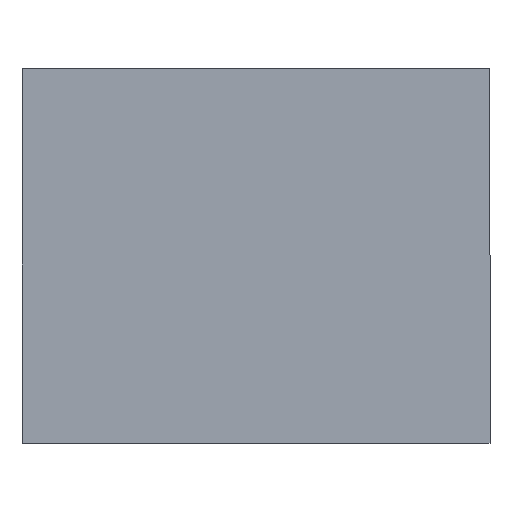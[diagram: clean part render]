
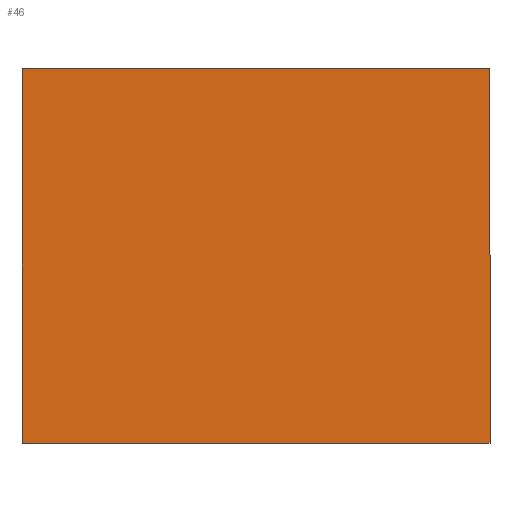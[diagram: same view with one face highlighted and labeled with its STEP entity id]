
A CAD part, top view. The second image highlights one B-rep face of the part: STEP entity #46.
In plain terms, the highlighted planar face has unit normal (0, 0, 1).
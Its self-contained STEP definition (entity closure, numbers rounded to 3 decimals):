
#14 = LINE ( 'NONE', #140, #149 ) ;
#16 = ORIENTED_EDGE ( 'NONE', *, *, #183, .T. ) ;
#21 = CARTESIAN_POINT ( 'NONE',  ( -127., -101.55, 3. ) ) ;
#26 = LINE ( 'NONE', #98, #210 ) ;
#28 = CARTESIAN_POINT ( 'NONE',  ( -127., -101.55, 3. ) ) ;
#31 = DIRECTION ( 'NONE',  ( 1., 0., 0. ) ) ;
#46 = ADVANCED_FACE ( 'NONE', ( #53 ), #204, .T. ) ;
#50 = VECTOR ( 'NONE', #31, 1000. ) ;
#53 = FACE_OUTER_BOUND ( 'NONE', #219, .T. ) ;
#56 = CARTESIAN_POINT ( 'NONE',  ( -127., 101.55, 3. ) ) ;
#62 = DIRECTION ( 'NONE',  ( -1., 0., 0. ) ) ;
#80 = DIRECTION ( 'NONE',  ( 0., 0., 1. ) ) ;
#84 = ORIENTED_EDGE ( 'NONE', *, *, #101, .T. ) ;
#93 = LINE ( 'NONE', #131, #165 ) ;
#98 = CARTESIAN_POINT ( 'NONE',  ( -127., 101.55, 3. ) ) ;
#99 = LINE ( 'NONE', #21, #50 ) ;
#101 = EDGE_CURVE ( 'NONE', #187, #166, #99, .T. ) ;
#111 = ORIENTED_EDGE ( 'NONE', *, *, #126, .T. ) ;
#117 = EDGE_CURVE ( 'NONE', #166, #134, #93, .T. ) ;
#120 = DIRECTION ( 'NONE',  ( 0., -1., 0. ) ) ;
#126 = EDGE_CURVE ( 'NONE', #134, #147, #26, .T. ) ;
#131 = CARTESIAN_POINT ( 'NONE',  ( 127., 101.55, 3. ) ) ;
#134 = VERTEX_POINT ( 'NONE', #136 ) ;
#136 = CARTESIAN_POINT ( 'NONE',  ( 127., 101.55, 3. ) ) ;
#139 = CARTESIAN_POINT ( 'NONE',  ( 0., 0., 3. ) ) ;
#140 = CARTESIAN_POINT ( 'NONE',  ( -127., 101.55, 3. ) ) ;
#147 = VERTEX_POINT ( 'NONE', #56 ) ;
#149 = VECTOR ( 'NONE', #120, 1000. ) ;
#158 = AXIS2_PLACEMENT_3D ( 'NONE', #139, #80, #221 ) ;
#165 = VECTOR ( 'NONE', #216, 1000. ) ;
#166 = VERTEX_POINT ( 'NONE', #189 ) ;
#183 = EDGE_CURVE ( 'NONE', #147, #187, #14, .T. ) ;
#187 = VERTEX_POINT ( 'NONE', #28 ) ;
#189 = CARTESIAN_POINT ( 'NONE',  ( 127., -101.55, 3. ) ) ;
#204 = PLANE ( 'NONE',  #158 ) ;
#210 = VECTOR ( 'NONE', #62, 1000. ) ;
#216 = DIRECTION ( 'NONE',  ( 0., 1., 0. ) ) ;
#219 = EDGE_LOOP ( 'NONE', ( #16, #84, #226, #111 ) ) ;
#221 = DIRECTION ( 'NONE',  ( 1., 0., 0. ) ) ;
#226 = ORIENTED_EDGE ( 'NONE', *, *, #117, .T. ) ;
